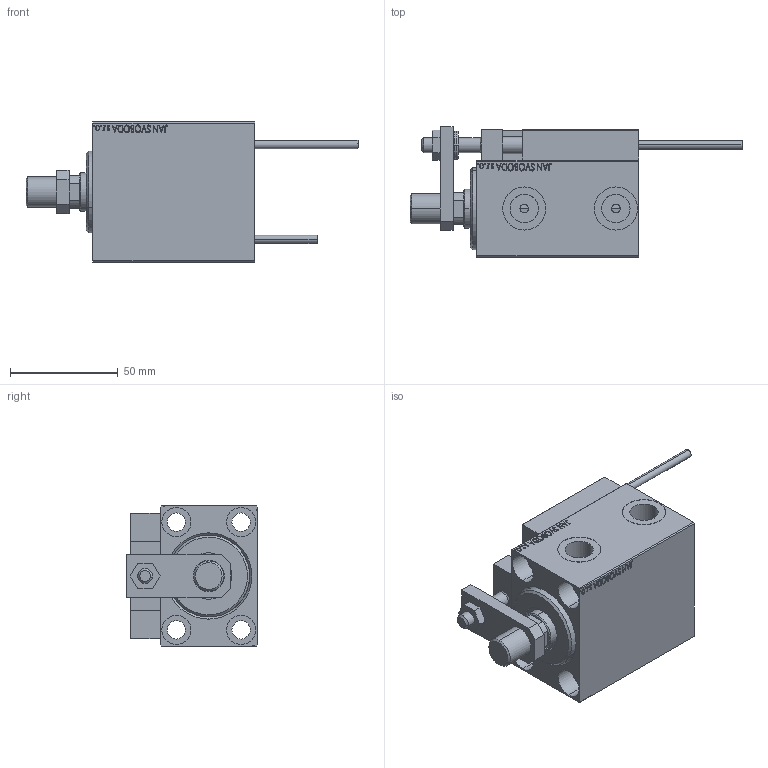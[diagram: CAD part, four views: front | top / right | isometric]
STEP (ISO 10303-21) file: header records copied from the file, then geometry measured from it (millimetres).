
FILE_DESCRIPTION (( 'STEP AP203' ), '1' );
FILE_NAME ('304e.STEP', '2024-02-12T02:07:42', ( '' ), ( '' ), 'SwSTEP 2.0', 'SolidWorks 2019', '' );
FILE_SCHEMA (( 'CONFIG_CONTROL_DESIGN' ));
Length unit declared in the file: millimetre
Products named in the file (16): KONCOVKA 63ab18b8fbc0d6f1dd29c9d47c45bef5; NUT_D12 63ab18b8fbc0d6f1dd29c9d47c45bef5; MAGNET 63ab18b8fbc0d6f1dd29c9d47c45bef5; V450CM_MALE_METRIC 63ab18b8fbc0d6f1dd29c9d47c45bef5; V450CM_VC_B 63ab18b8fbc0d6f1dd29c9d47c45bef5; V450CM_C_VCP 63ab18b8fbc0d6f1dd29c9d47c45bef5; SWITCH_X_FRONT_BACK 63ab18b8fbc0d6f1dd29c9d47c45bef5; V450CM_C_Body 63ab18b8fbc0d6f1dd29c9d47c45bef5; SWITCH DIM B,W 63ab18b8fbc0d6f1dd29c9d47c45bef5; Block 63ab18b8fbc0d6f1dd29c9d47c45bef5; TYC_L79 63ab18b8fbc0d6f1dd29c9d47c45bef5; SWITCH X 63ab18b8fbc0d6f1dd29c9d47c45bef5; 304e; ZARAZKA 63ab18b8fbc0d6f1dd29c9d47c45bef5; ALLEN BOLT D8 63ab18b8fbc0d6f1dd29c9d47c45bef5; ALLEN BOLT D5 63ab18b8fbc0d6f1dd29c9d47c45bef5
Assembly tree (25 placements, depth 3):
  304e
    V450CM_C_Body 63ab18b8fbc0d6f1dd29c9d47c45bef5
    SWITCH X 63ab18b8fbc0d6f1dd29c9d47c45bef5
      SWITCH_X_FRONT_BACK 63ab18b8fbc0d6f1dd29c9d47c45bef5  x2
      TYC_L79 63ab18b8fbc0d6f1dd29c9d47c45bef5
      Block 63ab18b8fbc0d6f1dd29c9d47c45bef5  x2
      ALLEN BOLT D5 63ab18b8fbc0d6f1dd29c9d47c45bef5  x4
      ALLEN BOLT D8 63ab18b8fbc0d6f1dd29c9d47c45bef5  x4
      MAGNET 63ab18b8fbc0d6f1dd29c9d47c45bef5  x2
      KONCOVKA 63ab18b8fbc0d6f1dd29c9d47c45bef5  x2
    NUT_D12 63ab18b8fbc0d6f1dd29c9d47c45bef5
    SWITCH DIM B,W 63ab18b8fbc0d6f1dd29c9d47c45bef5
    ZARAZKA 63ab18b8fbc0d6f1dd29c9d47c45bef5
    V450CM_C_VCP 63ab18b8fbc0d6f1dd29c9d47c45bef5
    V450CM_VC_B 63ab18b8fbc0d6f1dd29c9d47c45bef5
    V450CM_MALE_METRIC 63ab18b8fbc0d6f1dd29c9d47c45bef5
Bounding box: 154 x 60.5 x 65 mm (x, y, z)
Volume: 238573.2 mm3; surface area: 72805.5 mm2
Topology: 24 solids, 24 shells, 1295 faces, 3094 edges, 1977 vertices
Faces by surface type: plane 563, bspline 380, cylinder 192, cone 110, torus 46, sphere 4
Entity records: 50732 total; most frequent: CARTESIAN_POINT 26076, ORIENTED_EDGE 5208, DIRECTION 3528, EDGE_CURVE 2604, VERTEX_POINT 1701, LINE 1494, VECTOR 1494, EDGE_LOOP 1207
